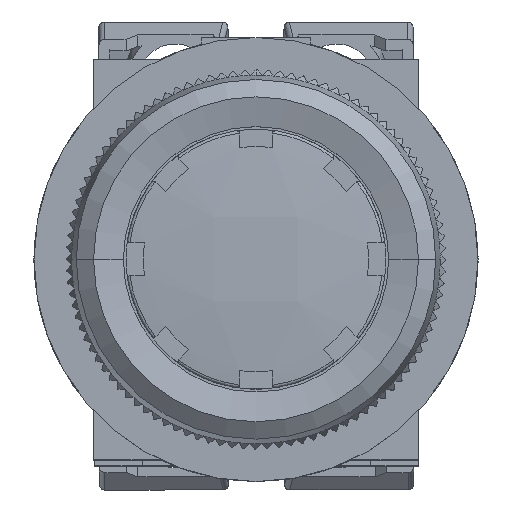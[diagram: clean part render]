
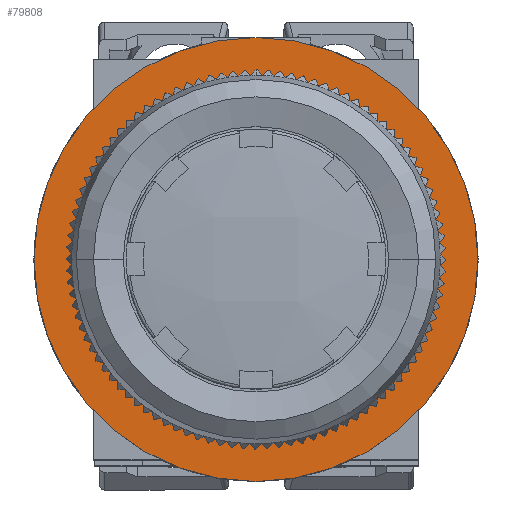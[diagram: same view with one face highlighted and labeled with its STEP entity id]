
A CAD part, top view. The second image highlights one B-rep face of the part: STEP entity #79808.
In plain terms, the highlighted planar face has unit normal (0, 0, 1).
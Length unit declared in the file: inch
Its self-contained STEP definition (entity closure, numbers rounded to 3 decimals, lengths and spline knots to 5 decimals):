
#621 = CARTESIAN_POINT ( 'NONE',  ( 0.80709, 0., 0.23622 ) ) ;
#1637 = CARTESIAN_POINT ( 'NONE',  ( 0., 0., 0.23622 ) ) ;
#4737 = CARTESIAN_POINT ( 'NONE',  ( 0., 0., 0.23622 ) ) ;
#8689 = AXIS2_PLACEMENT_3D ( 'NONE', #95732, #88570, #42180 ) ;
#9076 = VERTEX_POINT ( 'NONE', #22841 ) ;
#9458 = CIRCLE ( 'NONE', #12368, 0.80709 ) ;
#12368 = AXIS2_PLACEMENT_3D ( 'NONE', #64721, #86864, #61713 ) ;
#12518 = CARTESIAN_POINT ( 'NONE',  ( 0.62598, 0., 0.23622 ) ) ;
#13494 = EDGE_CURVE ( 'NONE', #9076, #91410, #9458, .T. ) ;
#15677 = CIRCLE ( 'NONE', #21254, 0.62598 ) ;
#21254 = AXIS2_PLACEMENT_3D ( 'NONE', #69169, #77656, #38099 ) ;
#22841 = CARTESIAN_POINT ( 'NONE',  ( -0.80709, 0., 0.23622 ) ) ;
#24634 = EDGE_LOOP ( 'NONE', ( #42897, #38116 ) ) ;
#27533 = DIRECTION ( 'NONE',  ( -1., 0., 0. ) ) ;
#33530 = AXIS2_PLACEMENT_3D ( 'NONE', #1637, #87530, #80740 ) ;
#36080 = DIRECTION ( 'NONE',  ( 0., 0., -1. ) ) ;
#38099 = DIRECTION ( 'NONE',  ( -1., 0., 0. ) ) ;
#38116 = ORIENTED_EDGE ( 'NONE', *, *, #62764, .T. ) ;
#41784 = EDGE_CURVE ( 'NONE', #49360, #67837, #48283, .T. ) ;
#42180 = DIRECTION ( 'NONE',  ( 1., 0., 0. ) ) ;
#42897 = ORIENTED_EDGE ( 'NONE', *, *, #13494, .T. ) ;
#46177 = FACE_OUTER_BOUND ( 'NONE', #24634, .T. ) ;
#47339 = AXIS2_PLACEMENT_3D ( 'NONE', #4737, #36080, #27533 ) ;
#48077 = CIRCLE ( 'NONE', #33530, 0.80709 ) ;
#48283 = CIRCLE ( 'NONE', #47339, 0.62598 ) ;
#49360 = VERTEX_POINT ( 'NONE', #92841 ) ;
#61713 = DIRECTION ( 'NONE',  ( -1., 0., 0. ) ) ;
#62764 = EDGE_CURVE ( 'NONE', #91410, #9076, #48077, .T. ) ;
#64721 = CARTESIAN_POINT ( 'NONE',  ( 0., 0., 0.23622 ) ) ;
#65056 = PLANE ( 'NONE',  #8689 ) ;
#65726 = FACE_BOUND ( 'NONE', #88070, .T. ) ;
#67837 = VERTEX_POINT ( 'NONE', #12518 ) ;
#69169 = CARTESIAN_POINT ( 'NONE',  ( 0., 0., 0.23622 ) ) ;
#75761 = EDGE_CURVE ( 'NONE', #67837, #49360, #15677, .T. ) ;
#77656 = DIRECTION ( 'NONE',  ( 0., 0., -1. ) ) ;
#79808 = ADVANCED_FACE ( 'NONE', ( #65726, #46177 ), #65056, .T. ) ;
#80740 = DIRECTION ( 'NONE',  ( -1., 0., 0. ) ) ;
#86864 = DIRECTION ( 'NONE',  ( 0., 0., 1. ) ) ;
#87530 = DIRECTION ( 'NONE',  ( 0., 0., 1. ) ) ;
#88070 = EDGE_LOOP ( 'NONE', ( #91977, #90382 ) ) ;
#88570 = DIRECTION ( 'NONE',  ( 0., 0., 1. ) ) ;
#90382 = ORIENTED_EDGE ( 'NONE', *, *, #75761, .T. ) ;
#91410 = VERTEX_POINT ( 'NONE', #621 ) ;
#91977 = ORIENTED_EDGE ( 'NONE', *, *, #41784, .T. ) ;
#92841 = CARTESIAN_POINT ( 'NONE',  ( -0.62598, 0., 0.23622 ) ) ;
#95732 = CARTESIAN_POINT ( 'NONE',  ( 0., 0., 0.23622 ) ) ;
